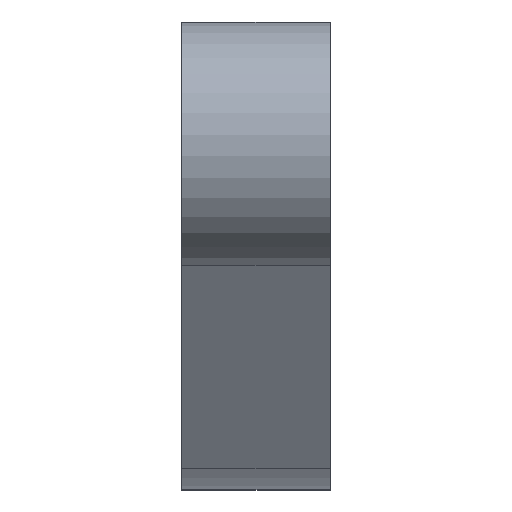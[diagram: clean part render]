
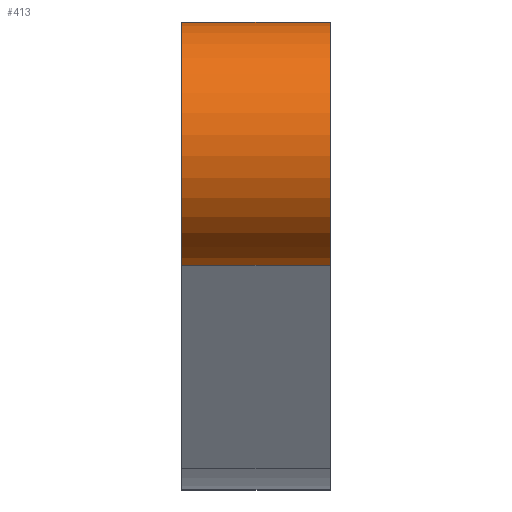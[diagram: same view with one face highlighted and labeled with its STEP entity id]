
A CAD part, left-side view. The second image highlights one B-rep face of the part: STEP entity #413.
In plain terms, the highlighted free-form (B-spline) face has degree [3, 1] with [7, 2] control points.
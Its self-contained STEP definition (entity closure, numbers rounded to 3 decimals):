
#13=(
BOUNDED_SURFACE()
B_SPLINE_SURFACE(3,1,((#762,#763),(#764,#765),(#766,#767),(#768,#769),(#770,
#771),(#772,#773),(#774,#775)),.CYLINDRICAL_SURF.,.F.,.F.,.F.)
B_SPLINE_SURFACE_WITH_KNOTS((4,3,4),(2,2),(0.,0.5,1.),(0.,1.),
 .PIECEWISE_BEZIER_KNOTS.)
GEOMETRIC_REPRESENTATION_ITEM()
RATIONAL_B_SPLINE_SURFACE(((1.,1.),(0.758,0.758),
(0.758,0.758),(1.,1.),(0.758,0.758),
(0.758,0.758),(1.,1.)))
REPRESENTATION_ITEM('')
SURFACE()
);
#30=CIRCLE('',#449,5.);
#41=CIRCLE('',#460,5.);
#64=LINE('',#776,#96);
#65=LINE('',#777,#97);
#96=VECTOR('',#525,1000.);
#97=VECTOR('',#526,1000.);
#166=ORIENTED_EDGE('',*,*,#252,.F.);
#167=ORIENTED_EDGE('',*,*,#276,.F.);
#168=ORIENTED_EDGE('',*,*,#273,.T.);
#169=ORIENTED_EDGE('',*,*,#277,.T.);
#252=EDGE_CURVE('',#310,#311,#30,.T.);
#273=EDGE_CURVE('',#322,#325,#41,.T.);
#276=EDGE_CURVE('',#322,#310,#64,.T.);
#277=EDGE_CURVE('',#325,#311,#65,.T.);
#310=VERTEX_POINT('',#710);
#311=VERTEX_POINT('',#712);
#322=VERTEX_POINT('',#741);
#325=VERTEX_POINT('',#750);
#349=EDGE_LOOP('',(#166,#167,#168,#169));
#379=FACE_BOUND('',#349,.T.);
#413=ADVANCED_FACE('',(#379),#13,.T.);
#449=AXIS2_PLACEMENT_3D('',#711,#489,#490);
#460=AXIS2_PLACEMENT_3D('',#751,#521,#522);
#489=DIRECTION('',(0.,1.,0.));
#490=DIRECTION('',(0.,0.,-1.));
#521=DIRECTION('',(0.,1.,0.));
#522=DIRECTION('',(0.,0.,-1.));
#525=DIRECTION('',(0.,1.,0.));
#526=DIRECTION('',(0.,1.,0.));
#710=CARTESIAN_POINT('',(-64.351,6.,1.366));
#711=CARTESIAN_POINT('',(-63.057,6.,6.196));
#712=CARTESIAN_POINT('',(-61.763,6.,11.025));
#741=CARTESIAN_POINT('',(-64.351,0.,1.366));
#750=CARTESIAN_POINT('',(-61.763,0.,11.025));
#751=CARTESIAN_POINT('',(-63.057,0.,6.196));
#762=CARTESIAN_POINT('',(-63.424,-0.3,1.209));
#763=CARTESIAN_POINT('',(-63.424,6.3,1.209));
#764=CARTESIAN_POINT('',(-66.802,-0.3,1.457));
#765=CARTESIAN_POINT('',(-66.802,6.3,1.457));
#766=CARTESIAN_POINT('',(-68.764,-0.3,4.218));
#767=CARTESIAN_POINT('',(-68.764,6.3,4.218));
#768=CARTESIAN_POINT('',(-67.887,-0.3,7.49));
#769=CARTESIAN_POINT('',(-67.887,6.3,7.49));
#770=CARTESIAN_POINT('',(-67.01,-0.3,10.762));
#771=CARTESIAN_POINT('',(-67.01,6.3,10.762));
#772=CARTESIAN_POINT('',(-63.931,-0.3,12.172));
#773=CARTESIAN_POINT('',(-63.931,6.3,12.172));
#774=CARTESIAN_POINT('',(-60.881,-0.3,10.697));
#775=CARTESIAN_POINT('',(-60.881,6.3,10.697));
#776=CARTESIAN_POINT('',(-64.351,0.,1.366));
#777=CARTESIAN_POINT('',(-61.763,0.,11.025));
